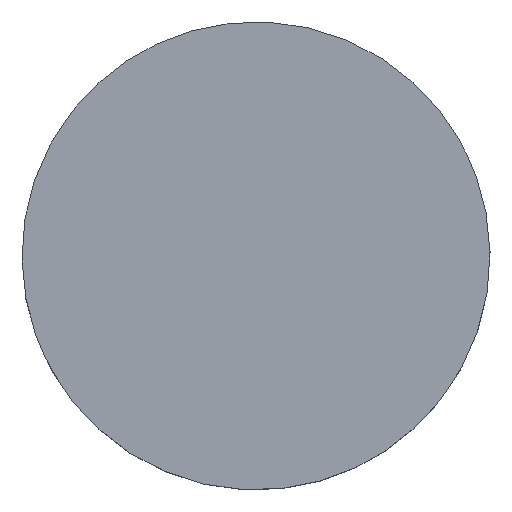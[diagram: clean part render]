
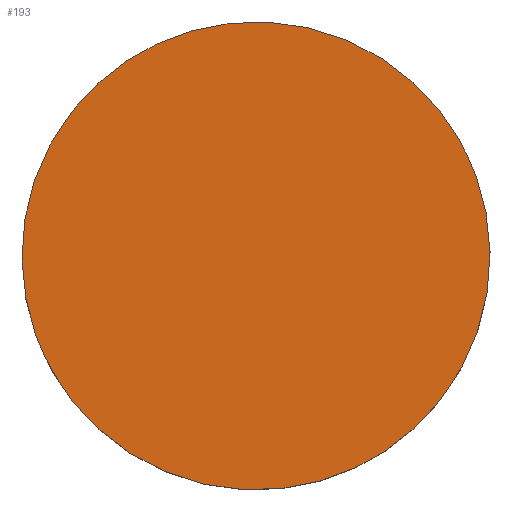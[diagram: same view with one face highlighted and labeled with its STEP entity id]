
A CAD part, top view. The second image highlights one B-rep face of the part: STEP entity #193.
In plain terms, the highlighted planar face has unit normal (0, 0, 1).
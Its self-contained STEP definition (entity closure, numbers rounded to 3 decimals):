
#193=ADVANCED_FACE('',(#340),#2078,.T.);
#340=FACE_OUTER_BOUND('',#489,.T.);
#489=EDGE_LOOP('',(#978,#979));
#978=ORIENTED_EDGE('',*,*,#1416,.T.);
#979=ORIENTED_EDGE('',*,*,#1424,.T.);
#1416=EDGE_CURVE('',#1944,#1949,#1708,.T.);
#1424=EDGE_CURVE('',#1949,#1944,#1716,.T.);
#1708=(
BOUNDED_CURVE()
B_SPLINE_CURVE(2,(#5974,#5975,#5976,#5977,#5978),.UNSPECIFIED.,.F.,.F.)
B_SPLINE_CURVE_WITH_KNOTS((3,2,3),(0.,118.6,237.201),
 .UNSPECIFIED.)
CURVE()
GEOMETRIC_REPRESENTATION_ITEM()
RATIONAL_B_SPLINE_CURVE((1.,0.707,1.,0.707,1.))
REPRESENTATION_ITEM('')
);
#1716=(
BOUNDED_CURVE()
B_SPLINE_CURVE(2,(#6006,#6007,#6008,#6009,#6010),.UNSPECIFIED.,.F.,.F.)
B_SPLINE_CURVE_WITH_KNOTS((3,2,3),(237.201,355.801,474.401),
 .UNSPECIFIED.)
CURVE()
GEOMETRIC_REPRESENTATION_ITEM()
RATIONAL_B_SPLINE_CURVE((1.,0.707,1.,0.707,1.))
REPRESENTATION_ITEM('')
);
#1944=VERTEX_POINT('',#5958);
#1949=VERTEX_POINT('',#5963);
#2078=PLANE('',#2358);
#2358=AXIS2_PLACEMENT_3D('',#5922,#2436,$);
#2436=DIRECTION('',(0.,0.,1.));
#5922=CARTESIAN_POINT('',(94.379,100.265,553.654));
#5958=CARTESIAN_POINT('',(65.388,43.638,553.654));
#5963=CARTESIAN_POINT('',(-65.388,-31.865,553.654));
#5974=CARTESIAN_POINT('',(65.388,43.638,553.654));
#5975=CARTESIAN_POINT('',(27.636,109.026,553.654));
#5976=CARTESIAN_POINT('',(-37.752,71.274,553.654));
#5977=CARTESIAN_POINT('',(-103.139,33.522,553.654));
#5978=CARTESIAN_POINT('',(-65.388,-31.865,553.654));
#6006=CARTESIAN_POINT('',(-65.388,-31.865,553.654));
#6007=CARTESIAN_POINT('',(-27.636,-97.253,553.654));
#6008=CARTESIAN_POINT('',(37.752,-59.501,553.654));
#6009=CARTESIAN_POINT('',(103.139,-21.75,553.654));
#6010=CARTESIAN_POINT('',(65.388,43.638,553.654));
